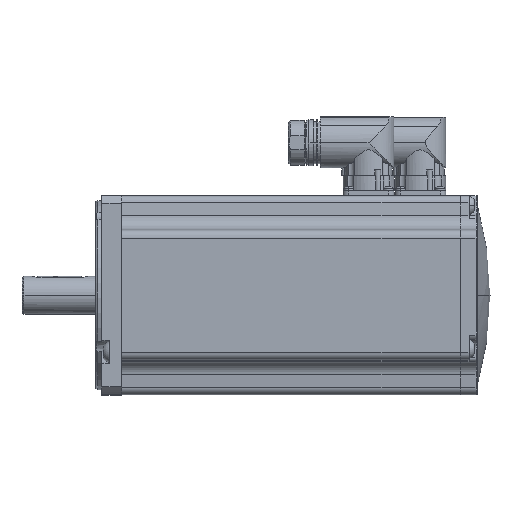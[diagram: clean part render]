
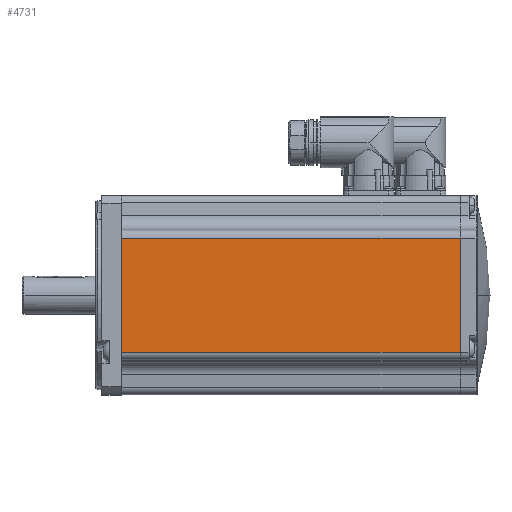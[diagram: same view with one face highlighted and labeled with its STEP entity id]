
A CAD part, top view. The second image highlights one B-rep face of the part: STEP entity #4731.
In plain terms, the highlighted planar face has unit normal (0, 0, 1).
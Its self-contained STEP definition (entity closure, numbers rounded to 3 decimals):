
#4179=DIRECTION('',(-1.,0.,0.));
#4180=VECTOR('',#4179,170.);
#4181=CARTESIAN_POINT('',(220.,-28.647,50.));
#4182=LINE('',#4181,#4180);
#4183=DIRECTION('',(0.,1.,0.));
#4184=VECTOR('',#4183,57.295);
#4185=CARTESIAN_POINT('',(50.,-28.647,50.));
#4186=LINE('',#4185,#4184);
#4187=DIRECTION('',(-1.,0.,0.));
#4188=VECTOR('',#4187,170.);
#4189=CARTESIAN_POINT('',(220.,28.647,50.));
#4190=LINE('',#4189,#4188);
#4191=DIRECTION('',(0.,-1.,0.));
#4192=VECTOR('',#4191,57.295);
#4193=CARTESIAN_POINT('',(220.,28.647,50.));
#4194=LINE('',#4193,#4192);
#4352=CARTESIAN_POINT('',(50.,-28.647,50.));
#4354=VERTEX_POINT('',#4352);
#4355=CARTESIAN_POINT('',(220.,-28.647,50.));
#4356=VERTEX_POINT('',#4355);
#4359=CARTESIAN_POINT('',(50.,28.647,50.));
#4361=VERTEX_POINT('',#4359);
#4365=CARTESIAN_POINT('',(220.,28.647,50.));
#4366=VERTEX_POINT('',#4365);
#4717=CARTESIAN_POINT('',(220.,0.,50.));
#4718=DIRECTION('',(0.,0.,1.));
#4719=DIRECTION('',(0.,-1.,0.));
#4720=AXIS2_PLACEMENT_3D('',#4717,#4718,#4719);
#4721=PLANE('',#4720);
#4723=ORIENTED_EDGE('',*,*,#4722,.T.);
#4725=ORIENTED_EDGE('',*,*,#4724,.T.);
#4726=ORIENTED_EDGE('',*,*,#4712,.F.);
#4728=ORIENTED_EDGE('',*,*,#4727,.T.);
#4729=EDGE_LOOP('',(#4723,#4725,#4726,#4728));
#4730=FACE_OUTER_BOUND('',#4729,.F.);
#4731=ADVANCED_FACE('',(#4730),#4721,.T.);
#4712=EDGE_CURVE('',#4366,#4361,#4190,.T.);
#4722=EDGE_CURVE('',#4356,#4354,#4182,.T.);
#4724=EDGE_CURVE('',#4354,#4361,#4186,.T.);
#4727=EDGE_CURVE('',#4366,#4356,#4194,.T.);
